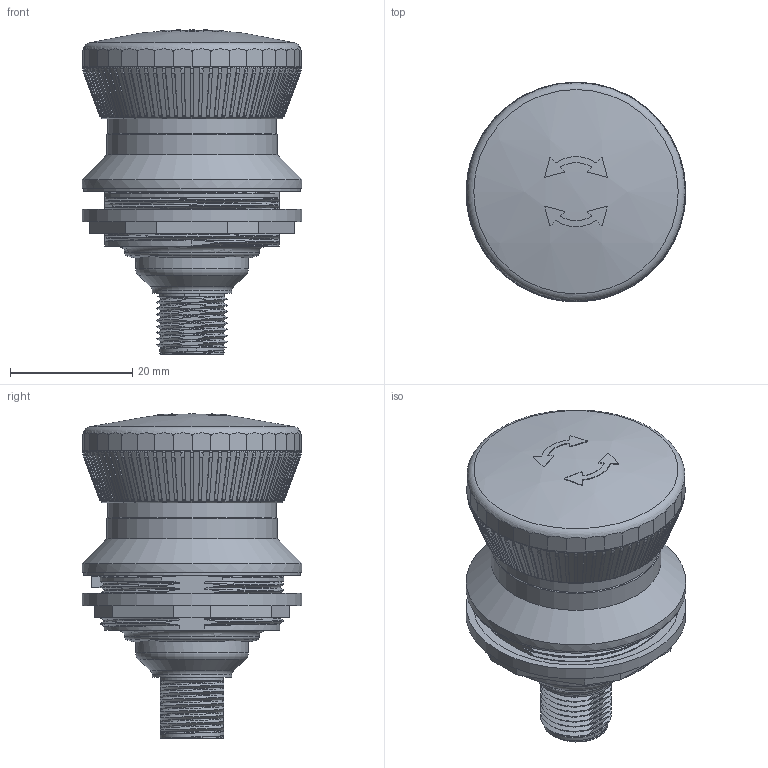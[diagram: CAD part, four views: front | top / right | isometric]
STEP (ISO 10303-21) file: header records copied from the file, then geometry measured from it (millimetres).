
FILE_DESCRIPTION(/* description */ (''),/* implementation_level */ '2;1');
FILE_NAME(/* name */ 'KRVKOO_C001_ipt.stp',/* time_stamp */ '2019-12-10T13:15:40+01:00',/* author */ ('ahoffmann'),/* organization */ (''),/* preprocessor_version */ 'ST-DEVELOPER v17.2',/* originating_system */ 'Autodesk Inventor 2019',/* authorisation */ '');
FILE_SCHEMA (('AUTOMOTIVE_DESIGN { 1 0 10303 214 3 1 1 }'));
Length unit declared in the file: millimetre
Products named in the file (1): KRVKOO_C001
Bounding box: 36 x 36 x 53.1 mm (x, y, z)
Volume: 30408.9 mm3; surface area: 9054.2 mm2
Topology: 1 solids, 1 shells, 987 faces, 2927 edges, 1929 vertices
Faces by surface type: plane 490, torus 158, cylinder 128, bspline 113, cone 91, sphere 7
Full cylindrical faces by diameter (mm): 1 x7, 8.3 x1, 13 x1, 18.5 x1, 22 x1, 27.65 x1, 27.85 x2, 28.55 x1, 28.917 x3, 30 x2, 33.7 x1, 35.5 x1, 35.75 x1, 36 x2
Entity records: 46569 total; most frequent: CARTESIAN_POINT 22398, ORIENTED_EDGE 5846, DIRECTION 4246, EDGE_CURVE 2923, VERTEX_POINT 1929, AXIS2_PLACEMENT_3D 1669, EDGE_LOOP 1018, FACE_OUTER_BOUND 987
